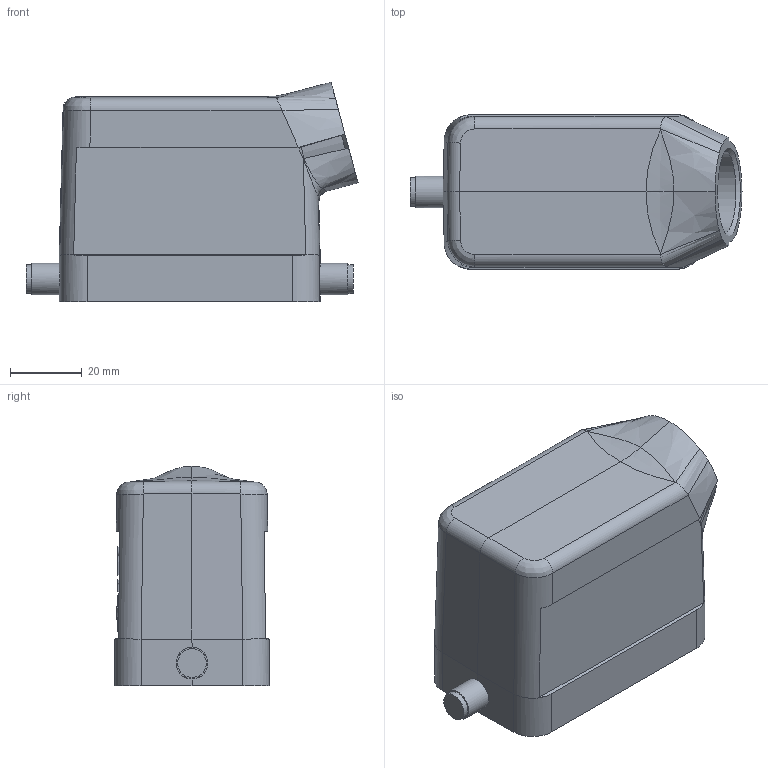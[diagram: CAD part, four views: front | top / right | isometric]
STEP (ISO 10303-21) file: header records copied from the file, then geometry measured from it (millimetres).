
FILE_DESCRIPTION(/* description */ (''),/* implementation_level */ '2;1');
FILE_NAME(/* name */ '100762629ugm000_a.stp',/* time_stamp */ '2019-09-25T15:12:18+02:00',/* author */ (''),/* organization */ (''),/* preprocessor_version */ 'ST-DEVELOPER v16.7',/* originating_system */ 'SIEMENS PLM Software NX 12.0',/* authorisation */ '');
FILE_SCHEMA (('AUTOMOTIVE_DESIGN { 1 0 10303 214 3 1 1 1 }'));
Length unit declared in the file: millimetre
Products named in the file (1): 100762629ugm000_a
Bounding box: 92.37 x 43 x 61.09 mm (x, y, z)
Volume: 55912.8 mm3; surface area: 30466.1 mm2
Topology: 1 solids, 1 shells, 328 faces, 864 edges, 554 vertices
Faces by surface type: plane 171, bspline 97, cylinder 46, cone 11, torus 3
Full cylindrical faces by diameter (mm): 3 x4, 8 x2, 8.8 x2, 18.5 x1, 22.5 x1
Entity records: 13060 total; most frequent: CARTESIAN_POINT 5081, ORIENTED_EDGE 1640, DIRECTION 1204, EDGE_CURVE 820, VERTEX_POINT 541, LINE 464, VECTOR 464, EDGE_LOOP 377
